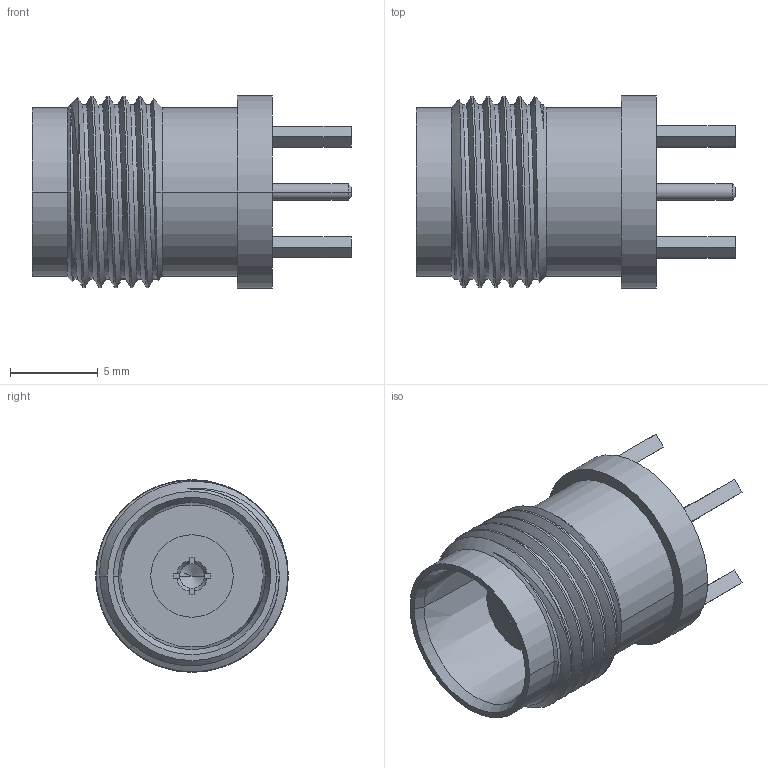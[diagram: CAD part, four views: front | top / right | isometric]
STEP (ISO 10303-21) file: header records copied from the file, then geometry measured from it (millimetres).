
FILE_DESCRIPTION((''),'2;1');
FILE_NAME('AT6251C1-NT3G-50_SW0001','2019-12-13T',('karthik'),(''),'CREO PARAMETRIC BY PTC INC, 2018360','CREO PARAMETRIC BY PTC INC, 2018360','');
FILE_SCHEMA(('CONFIG_CONTROL_DESIGN'));
Length unit declared in the file: millimetre
Products named in the file (1): AT6251C1-NT3G-50_SW0001
Bounding box: 18.22 x 11 x 11 mm (x, y, z)
Volume: 734.4 mm3; surface area: 1116.3 mm2
Topology: 1 solids, 1 shells, 88 faces, 220 edges, 141 vertices
Faces by surface type: plane 38, cylinder 25, cone 16, bspline 9
Entity records: 5144 total; most frequent: CARTESIAN_POINT 3068, ORIENTED_EDGE 436, DIRECTION 392, EDGE_CURVE 218, VERTEX_POINT 141, AXIS2_PLACEMENT_3D 137, VECTOR 118, LINE 118
